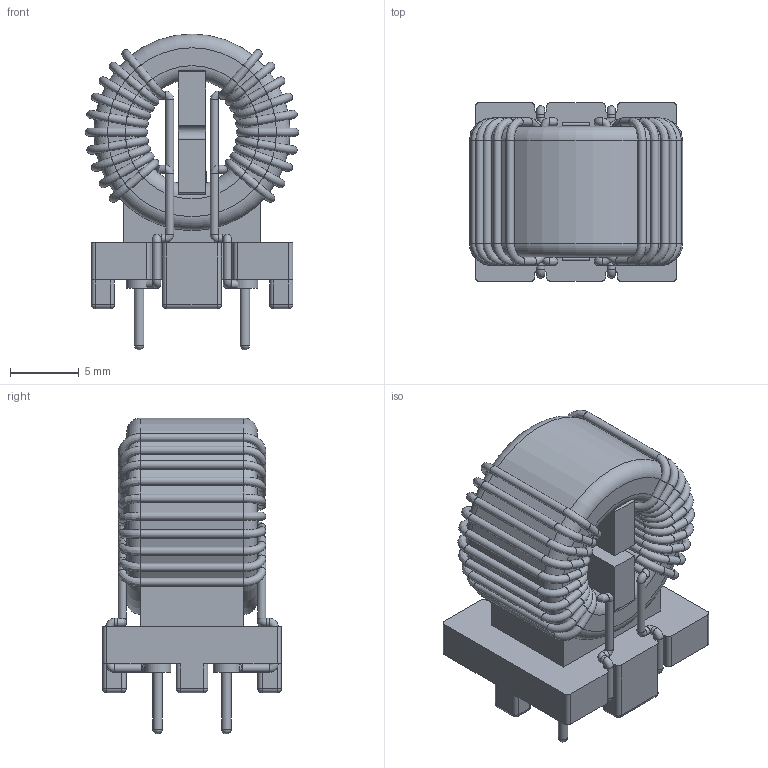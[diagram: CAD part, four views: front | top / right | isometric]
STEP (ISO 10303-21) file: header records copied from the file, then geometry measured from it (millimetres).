
FILE_DESCRIPTION( ( 'Unknown' ), '1' );
FILE_NAME( '744822xxx_S.stp', 'Unknown', ( 'Unknown' ), ( 'Unknown' ), 'PSStep 17.0.49', 'Unknown', ' ' );
FILE_SCHEMA( ( 'AUTOMOTIVE_DESIGN { 1 0 10303 214 1 1 1 1 }' ) );
Length unit declared in the file: millimetre
Products named in the file (8): Assem1; Base; Klebemasse; Pin; WE-CMB S-Model_data
Assembly tree (10 placements, depth 2):
  Assem1
    Base
    Base
    Base
    Base
    Klebemasse
    Pin  x4
    WE-CMB S-Model_data
Bounding box: 15.54 x 13 x 23 mm (x, y, z)
Volume: 2043.3 mm3; surface area: 3262.7 mm2
Topology: 10 solids, 10 shells, 447 faces, 996 edges, 566 vertices
Faces by surface type: cylinder 178, plane 137, torus 72, bspline 40, sphere 20
Full cylindrical faces by diameter (mm): 0.6 x106, 0.7 x6, 1.9 x4, 7.7 x1, 14.3 x1
Entity records: 21762 total; most frequent: CARTESIAN_POINT 9993, DIRECTION 1816, ORIENTED_EDGE 1380, AXIS2_PLACEMENT_3D 740, EDGE_CURVE 690, EDGE_LOOP 658, FACE_OUTER_BOUND 641, VERTEX_POINT 523
